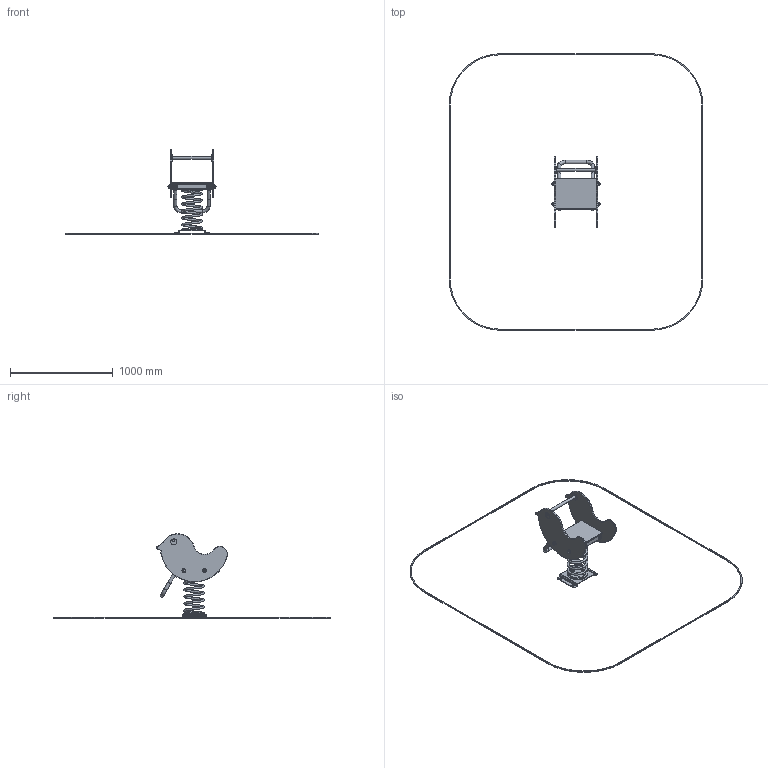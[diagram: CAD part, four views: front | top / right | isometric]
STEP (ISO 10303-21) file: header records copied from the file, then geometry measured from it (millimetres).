
FILE_DESCRIPTION(('STEP AP214'), '1');
FILE_NAME('岏L-02', '', ('UNSPECIFIED'), ('UNSPECIFIED'), 'C3D Converter', 'C3D Toolkit', '');
FILE_SCHEMA(('AUTOMOTIVE_DESIGN { 1 0 10303 214 3 1 1}'));
Length unit declared in the file: millimetre
Products named in the file (30): КБL-02-00.00.00; -7024; КБ-96-00.03.02; КБ-96-00.03.03; КБL-02-01.00.00-7024; КБL-02-01.00.01; КБL-02-01.00.02; КБL-02-01.00.03; КБL-02-01.00.04; КБL-02-01.00.05; КБL-02-02.00.00; КБL-02-02.00.01; КБL-02-02.00.02; КБL-02-00.00.03; КБL-02-00.00.02; КБL-02-00.00.01; КБL-02-03.00.00-7024; КБL-02-03.00.02-7024; КБL-02-03.00.01-7024; КИ-01.3-1023; КИ-008.02; КИ-008.01
Assembly tree (47 placements, depth 4):
  КБL-02-00.00.00
    (unnamed)
      -7024
        КБ-96-00.03.02
        КБ-96-00.03.03
        (unnamed)  x2
      КБL-02-01.00.00-7024
        КБL-02-01.00.01  x2
        КБL-02-01.00.02
        КБL-02-01.00.03  x4
        КБL-02-01.00.04  x2
        КБL-02-01.00.05  x2
        (unnamed)  x4
    (unnamed)
    (unnamed)
      КБL-02-02.00.00
        КБL-02-02.00.01  x2
        КБL-02-02.00.02
        (unnamed)  x2
      (unnamed)
    (unnamed)
    КБL-02-00.00.03
    КБL-02-00.00.02
    КБL-02-00.00.01
    КБL-02-03.00.00-7024
      КБL-02-03.00.02-7024  x2
      КБL-02-03.00.01-7024
    КИ-01.3-1023  x6
      КИ-008.02
      КИ-008.01
Bounding box: 2468.02 x 2691.46 x 824.3 mm (x, y, z)
Volume: 12960484 mm3; surface area: 2994813.7 mm2
Topology: 46 solids, 46 shells, 705 faces, 1691 edges, 1055 vertices
Faces by surface type: plane 362, cylinder 194, torus 70, cone 36, sphere 28, bspline 15
Full cylindrical faces by diameter (mm): 6.3 x4, 8.376 x2, 10.106 x4, 10.5 x4, 11 x6, 12 x10, 14.6 x2, 15 x7, 16.5 x4, 20 x2, 21.4 x1, 23 x12, 23.3 x4, 24 x2, 25 x2, 26 x6, 27 x3, 28 x2, 30 x6, 33 x5, 60 x2, 70 x2
Entity records: 24123 total; most frequent: CARTESIAN_POINT 9918, DIRECTION 2210, ORIENTED_EDGE 1944, EDGE_CURVE 972, AXIS2_PLACEMENT_3D 839, VERTEX_POINT 660, EDGE_LOOP 612, LINE 532
